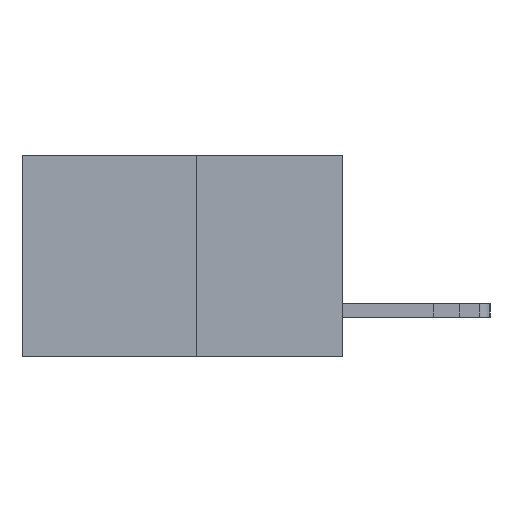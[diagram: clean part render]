
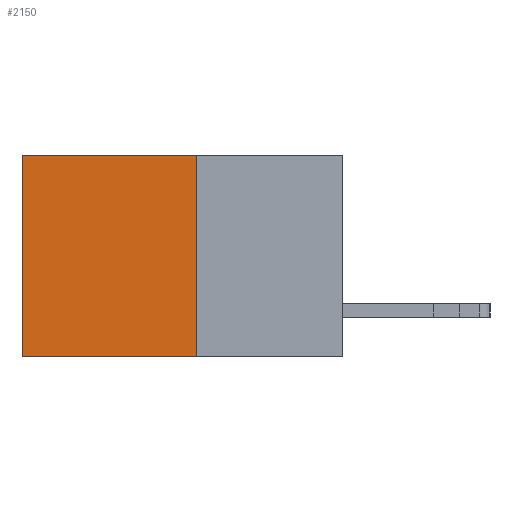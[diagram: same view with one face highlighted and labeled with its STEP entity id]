
A CAD part, left-side view. The second image highlights one B-rep face of the part: STEP entity #2150.
In plain terms, the highlighted planar face has unit normal (-1, 0, 0).
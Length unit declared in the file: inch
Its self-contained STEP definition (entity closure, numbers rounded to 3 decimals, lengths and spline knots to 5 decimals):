
#5 = CARTESIAN_POINT ( 'NONE',  ( 0.277, 0.27, -0.37 ) ) ;
#509 = ORIENTED_EDGE ( 'NONE', *, *, #11817, .T. ) ;
#1193 = EDGE_CURVE ( 'NONE', #21821, #21452, #20247, .T. ) ;
#2150 = ADVANCED_FACE ( 'NONE', ( #3646 ), #14680, .F. ) ;
#3001 = DIRECTION ( 'NONE',  ( 1., 0., 0. ) ) ;
#3646 = FACE_OUTER_BOUND ( 'NONE', #14428, .T. ) ;
#4403 = ORIENTED_EDGE ( 'NONE', *, *, #1193, .F. ) ;
#4525 = VERTEX_POINT ( 'NONE', #14109 ) ;
#5272 = VECTOR ( 'NONE', #9154, 39.37008 ) ;
#5390 = VECTOR ( 'NONE', #14479, 39.37008 ) ;
#5462 = DIRECTION ( 'NONE',  ( 0., 1., 0. ) ) ;
#5885 = ORIENTED_EDGE ( 'NONE', *, *, #11464, .F. ) ;
#6038 = LINE ( 'NONE', #14453, #19735 ) ;
#7089 = DIRECTION ( 'NONE',  ( 0., 1., 0. ) ) ;
#7296 = CARTESIAN_POINT ( 'NONE',  ( 0.277, 0.59, -0.37 ) ) ;
#8987 = CARTESIAN_POINT ( 'NONE',  ( 0.277, 0.27, 0. ) ) ;
#9154 = DIRECTION ( 'NONE',  ( 0., 0., -1. ) ) ;
#10065 = LINE ( 'NONE', #16319, #5272 ) ;
#10822 = DIRECTION ( 'NONE',  ( 0., 0., -1. ) ) ;
#11464 = EDGE_CURVE ( 'NONE', #21452, #17599, #6038, .T. ) ;
#11817 = EDGE_CURVE ( 'NONE', #21821, #4525, #21952, .T. ) ;
#12478 = VECTOR ( 'NONE', #7089, 39.37008 ) ;
#14078 = CARTESIAN_POINT ( 'NONE',  ( 0.277, 0.27, -0.37 ) ) ;
#14109 = CARTESIAN_POINT ( 'NONE',  ( 0.277, 0.59, 0. ) ) ;
#14428 = EDGE_LOOP ( 'NONE', ( #23071, #5885, #4403, #509 ) ) ;
#14453 = CARTESIAN_POINT ( 'NONE',  ( 0.277, 0.27, -0.37 ) ) ;
#14479 = DIRECTION ( 'NONE',  ( 0., 0., -1. ) ) ;
#14680 = PLANE ( 'NONE',  #15908 ) ;
#15908 = AXIS2_PLACEMENT_3D ( 'NONE', #5, #3001, #10822 ) ;
#16319 = CARTESIAN_POINT ( 'NONE',  ( 0.277, 0.59, -0.37 ) ) ;
#17599 = VERTEX_POINT ( 'NONE', #7296 ) ;
#19149 = EDGE_CURVE ( 'NONE', #4525, #17599, #10065, .T. ) ;
#19258 = CARTESIAN_POINT ( 'NONE',  ( 0.277, 0.27, -0.37 ) ) ;
#19735 = VECTOR ( 'NONE', #5462, 39.37008 ) ;
#20186 = CARTESIAN_POINT ( 'NONE',  ( 0.277, 0.27, 0. ) ) ;
#20247 = LINE ( 'NONE', #14078, #5390 ) ;
#21452 = VERTEX_POINT ( 'NONE', #19258 ) ;
#21821 = VERTEX_POINT ( 'NONE', #20186 ) ;
#21952 = LINE ( 'NONE', #8987, #12478 ) ;
#23071 = ORIENTED_EDGE ( 'NONE', *, *, #19149, .T. ) ;
